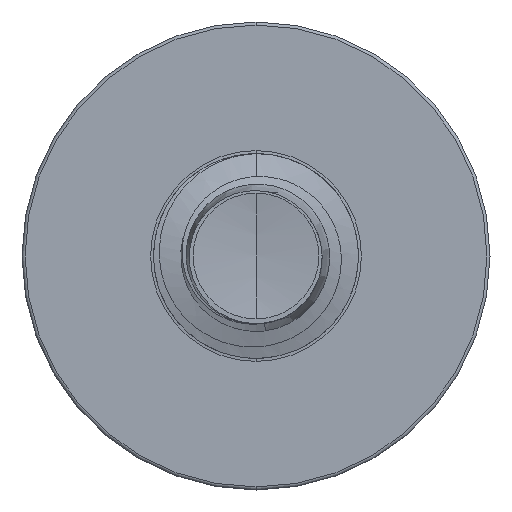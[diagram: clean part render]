
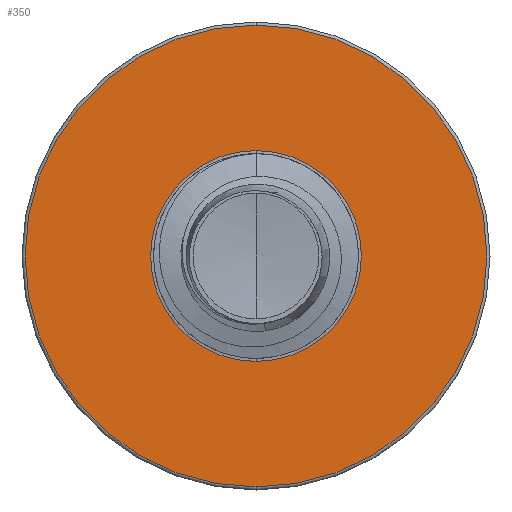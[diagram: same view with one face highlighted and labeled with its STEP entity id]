
A CAD part, front view. The second image highlights one B-rep face of the part: STEP entity #350.
In plain terms, the highlighted planar face has unit normal (0, -1, 0).
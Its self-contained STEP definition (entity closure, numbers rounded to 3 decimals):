
#284 = CARTESIAN_POINT ( 'NONE',  ( 0., 1.75, 0. ) ) ;
#350 = ADVANCED_FACE ( 'NONE', ( #3498, #8053 ), #8945, .F. ) ;
#414 = AXIS2_PLACEMENT_3D ( 'NONE', #7396, #7384, #7375 ) ;
#1190 = DIRECTION ( 'NONE',  ( 0., 0., 1. ) ) ;
#1972 = EDGE_CURVE ( 'NONE', #4777, #6727, #7875, .T. ) ;
#2510 = CARTESIAN_POINT ( 'NONE',  ( 0., 1.75, 0. ) ) ;
#2629 = CIRCLE ( 'NONE', #9452, 1.579 ) ;
#2680 = AXIS2_PLACEMENT_3D ( 'NONE', #8975, #8926, #8896 ) ;
#3318 = CARTESIAN_POINT ( 'NONE',  ( 0., 1.75, -0.721 ) ) ;
#3445 = DIRECTION ( 'NONE',  ( 0., 0., 1. ) ) ;
#3498 = FACE_OUTER_BOUND ( 'NONE', #7234, .T. ) ;
#3553 = AXIS2_PLACEMENT_3D ( 'NONE', #284, #6260, #1190 ) ;
#3666 = EDGE_CURVE ( 'NONE', #7589, #6485, #3937, .T. ) ;
#3937 = CIRCLE ( 'NONE', #4450, 0.721 ) ;
#4174 = ORIENTED_EDGE ( 'NONE', *, *, #8667, .F. ) ;
#4232 = EDGE_LOOP ( 'NONE', ( #8458, #6893 ) ) ;
#4450 = AXIS2_PLACEMENT_3D ( 'NONE', #2510, #7964, #3445 ) ;
#4777 = VERTEX_POINT ( 'NONE', #5329 ) ;
#4905 = DIRECTION ( 'NONE',  ( 0., 1., 0. ) ) ;
#5329 = CARTESIAN_POINT ( 'NONE',  ( 0., 1.75, -1.579 ) ) ;
#5354 = CIRCLE ( 'NONE', #3553, 0.721 ) ;
#6260 = DIRECTION ( 'NONE',  ( 0., 1., 0. ) ) ;
#6485 = VERTEX_POINT ( 'NONE', #3318 ) ;
#6727 = VERTEX_POINT ( 'NONE', #9229 ) ;
#6893 = ORIENTED_EDGE ( 'NONE', *, *, #7287, .T. ) ;
#7234 = EDGE_LOOP ( 'NONE', ( #4174, #10197 ) ) ;
#7287 = EDGE_CURVE ( 'NONE', #6485, #7589, #5354, .T. ) ;
#7375 = DIRECTION ( 'NONE',  ( 0., 0., 1. ) ) ;
#7384 = DIRECTION ( 'NONE',  ( 0., 1., 0. ) ) ;
#7396 = CARTESIAN_POINT ( 'NONE',  ( 0., 1.75, 0. ) ) ;
#7408 = CARTESIAN_POINT ( 'NONE',  ( 0., 1.75, 0.721 ) ) ;
#7589 = VERTEX_POINT ( 'NONE', #7408 ) ;
#7875 = CIRCLE ( 'NONE', #414, 1.579 ) ;
#7964 = DIRECTION ( 'NONE',  ( 0., 1., 0. ) ) ;
#8053 = FACE_BOUND ( 'NONE', #4232, .T. ) ;
#8458 = ORIENTED_EDGE ( 'NONE', *, *, #3666, .T. ) ;
#8667 = EDGE_CURVE ( 'NONE', #6727, #4777, #2629, .T. ) ;
#8896 = DIRECTION ( 'NONE',  ( 0., 0., 1. ) ) ;
#8926 = DIRECTION ( 'NONE',  ( 0., 1., 0. ) ) ;
#8945 = PLANE ( 'NONE',  #2680 ) ;
#8975 = CARTESIAN_POINT ( 'NONE',  ( 0., 1.75, -0.721 ) ) ;
#9101 = CARTESIAN_POINT ( 'NONE',  ( 0., 1.75, 0. ) ) ;
#9229 = CARTESIAN_POINT ( 'NONE',  ( 0., 1.75, 1.579 ) ) ;
#9452 = AXIS2_PLACEMENT_3D ( 'NONE', #9101, #4905, #9863 ) ;
#9863 = DIRECTION ( 'NONE',  ( 0., 0., 1. ) ) ;
#10197 = ORIENTED_EDGE ( 'NONE', *, *, #1972, .F. ) ;
